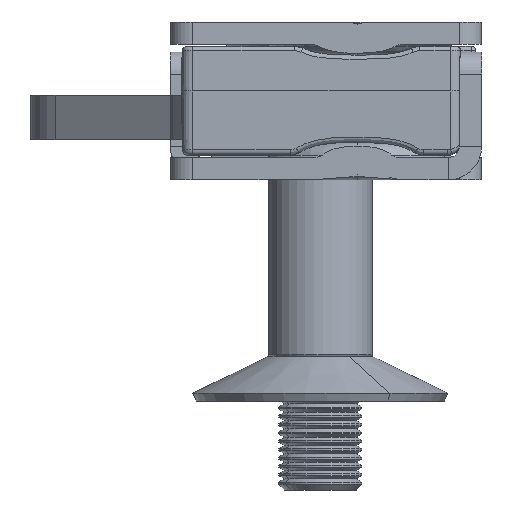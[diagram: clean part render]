
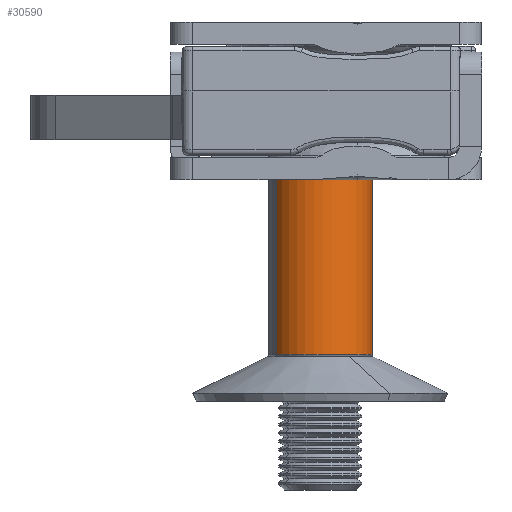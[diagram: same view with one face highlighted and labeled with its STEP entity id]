
A CAD part, left-side view. The second image highlights one B-rep face of the part: STEP entity #30590.
In plain terms, the highlighted cylindrical face has radius 4.7 mm (diameter 9.4 mm), a partial arc.
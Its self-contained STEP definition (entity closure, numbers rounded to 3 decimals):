
#14723 = VERTEX_POINT ( 'NONE', #16439 ) ;
#16439 = CARTESIAN_POINT ( 'NONE',  ( 4.7, 0., 26.8 ) ) ;
#17074 = FACE_OUTER_BOUND ( 'NONE', #31779, .T. ) ;
#17075 = CYLINDRICAL_SURFACE ( 'NONE', #19320, 4.7 ) ;
#18596 = DIRECTION ( 'NONE',  ( -1., 0., 0. ) ) ;
#18683 = DIRECTION ( 'NONE',  ( 0., 0., -1. ) ) ;
#18689 = CARTESIAN_POINT ( 'NONE',  ( 0., 0., 27. ) ) ;
#19320 = AXIS2_PLACEMENT_3D ( 'NONE', #18689, #18683, #18596 ) ;
#19954 = AXIS2_PLACEMENT_3D ( 'NONE', #24406, #24407, #24408 ) ;
#23594 = CIRCLE ( 'NONE', #19954, 4.7 ) ;
#23940 = CARTESIAN_POINT ( 'NONE',  ( 4.7, 0., 2.2 ) ) ;
#23961 = CARTESIAN_POINT ( 'NONE',  ( -4.7, 0., 2.2 ) ) ;
#24066 = CARTESIAN_POINT ( 'NONE',  ( -4.7, 0., 26.8 ) ) ;
#24406 = CARTESIAN_POINT ( 'NONE',  ( 0., 0., 26.8 ) ) ;
#24407 = DIRECTION ( 'NONE',  ( 0., 0., -1. ) ) ;
#24408 = DIRECTION ( 'NONE',  ( 1., 0., 0. ) ) ;
#27518 = LINE ( 'NONE', #29140, #27528 ) ;
#27522 = CIRCLE ( 'NONE', #29482, 4.7 ) ;
#27528 = VECTOR ( 'NONE', #29141, 1000. ) ;
#27538 = LINE ( 'NONE', #29165, #27539 ) ;
#27539 = VECTOR ( 'NONE', #29166, 1000. ) ;
#29113 = CARTESIAN_POINT ( 'NONE',  ( 0., 0., 2.2 ) ) ;
#29122 = DIRECTION ( 'NONE',  ( 0., 0., 1. ) ) ;
#29123 = DIRECTION ( 'NONE',  ( 1., 0., 0. ) ) ;
#29140 = CARTESIAN_POINT ( 'NONE',  ( -4.7, 0., 27. ) ) ;
#29141 = DIRECTION ( 'NONE',  ( 0., 0., -1. ) ) ;
#29165 = CARTESIAN_POINT ( 'NONE',  ( 4.7, 0., 27. ) ) ;
#29166 = DIRECTION ( 'NONE',  ( 0., 0., -1. ) ) ;
#29482 = AXIS2_PLACEMENT_3D ( 'NONE', #29113, #29122, #29123 ) ;
#30590 = ADVANCED_FACE ( 'NONE', ( #17074 ), #17075, .T. ) ;
#31378 = VERTEX_POINT ( 'NONE', #23940 ) ;
#31401 = VERTEX_POINT ( 'NONE', #23961 ) ;
#31535 = ORIENTED_EDGE ( 'NONE', *, *, #34355, .F. ) ;
#31537 = ORIENTED_EDGE ( 'NONE', *, *, #31988, .T. ) ;
#31539 = ORIENTED_EDGE ( 'NONE', *, *, #34346, .T. ) ;
#31541 = ORIENTED_EDGE ( 'NONE', *, *, #34339, .T. ) ;
#31769 = VERTEX_POINT ( 'NONE', #24066 ) ;
#31779 = EDGE_LOOP ( 'NONE', ( #31535, #31537, #31539, #31541 ) ) ;
#31988 = EDGE_CURVE ( 'NONE', #14723, #31769, #23594, .T. ) ;
#34339 = EDGE_CURVE ( 'NONE', #31401, #31378, #27522, .T. ) ;
#34346 = EDGE_CURVE ( 'NONE', #31769, #31401, #27518, .T. ) ;
#34355 = EDGE_CURVE ( 'NONE', #14723, #31378, #27538, .T. ) ;
